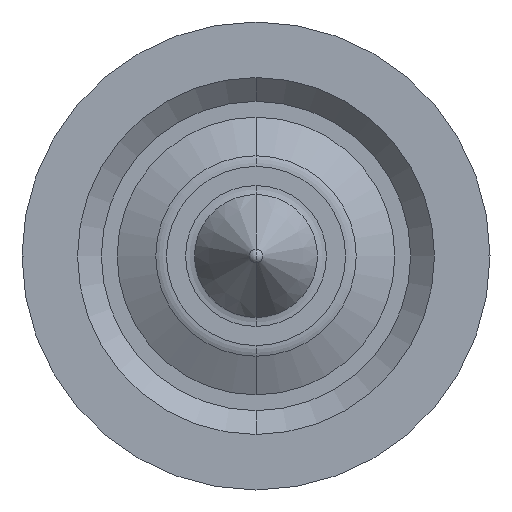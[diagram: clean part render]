
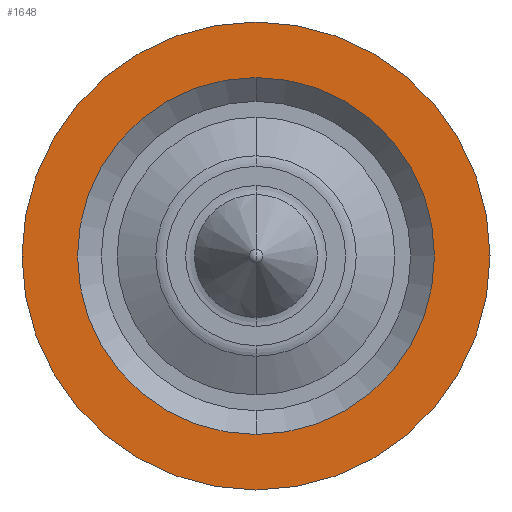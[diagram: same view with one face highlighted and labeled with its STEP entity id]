
A CAD part, front view. The second image highlights one B-rep face of the part: STEP entity #1648.
In plain terms, the highlighted planar face has unit normal (0, -1, 0).
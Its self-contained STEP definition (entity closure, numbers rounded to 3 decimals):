
#32 = ORIENTED_EDGE ( 'NONE', *, *, #2236, .F. ) ;
#168 = ORIENTED_EDGE ( 'NONE', *, *, #250, .T. ) ;
#250 = EDGE_CURVE ( 'NONE', #1395, #2311, #2469, .T. ) ;
#307 = CARTESIAN_POINT ( 'NONE',  ( 0., 0., 0. ) ) ;
#505 = FACE_BOUND ( 'NONE', #1972, .T. ) ;
#528 = DIRECTION ( 'NONE',  ( 0., 0., -1. ) ) ;
#569 = EDGE_LOOP ( 'NONE', ( #2217, #168 ) ) ;
#592 = CARTESIAN_POINT ( 'NONE',  ( -29.5, 0., 0. ) ) ;
#753 = AXIS2_PLACEMENT_3D ( 'NONE', #1009, #2528, #771 ) ;
#771 = DIRECTION ( 'NONE',  ( 0., 0., -1. ) ) ;
#883 = EDGE_CURVE ( 'NONE', #2311, #1395, #943, .T. ) ;
#890 = PLANE ( 'NONE',  #1840 ) ;
#943 = CIRCLE ( 'NONE', #2171, 29.5 ) ;
#1009 = CARTESIAN_POINT ( 'NONE',  ( 0., 0., 0. ) ) ;
#1129 = ORIENTED_EDGE ( 'NONE', *, *, #2184, .F. ) ;
#1370 = VERTEX_POINT ( 'NONE', #1563 ) ;
#1395 = VERTEX_POINT ( 'NONE', #2329 ) ;
#1538 = AXIS2_PLACEMENT_3D ( 'NONE', #2358, #2150, #1944 ) ;
#1563 = CARTESIAN_POINT ( 'NONE',  ( 0., 0., -22.5 ) ) ;
#1579 = FACE_OUTER_BOUND ( 'NONE', #569, .T. ) ;
#1641 = CARTESIAN_POINT ( 'NONE',  ( 30., 0., 0. ) ) ;
#1648 = ADVANCED_FACE ( 'NONE', ( #505, #1579 ), #890, .T. ) ;
#1720 = AXIS2_PLACEMENT_3D ( 'NONE', #2215, #2067, #2049 ) ;
#1723 = DIRECTION ( 'NONE',  ( 0., -1., 0. ) ) ;
#1834 = DIRECTION ( 'NONE',  ( 0., 0., -1. ) ) ;
#1840 = AXIS2_PLACEMENT_3D ( 'NONE', #1641, #1855, #1834 ) ;
#1855 = DIRECTION ( 'NONE',  ( 0., -1., 0. ) ) ;
#1944 = DIRECTION ( 'NONE',  ( 0., 0., -1. ) ) ;
#1972 = EDGE_LOOP ( 'NONE', ( #32, #1129 ) ) ;
#2016 = CIRCLE ( 'NONE', #1538, 22.5 ) ;
#2049 = DIRECTION ( 'NONE',  ( 0., 0., -1. ) ) ;
#2067 = DIRECTION ( 'NONE',  ( 0., -1., 0. ) ) ;
#2073 = CARTESIAN_POINT ( 'NONE',  ( 0., 0., 22.5 ) ) ;
#2139 = CIRCLE ( 'NONE', #753, 22.5 ) ;
#2150 = DIRECTION ( 'NONE',  ( 0., -1., 0. ) ) ;
#2171 = AXIS2_PLACEMENT_3D ( 'NONE', #307, #1723, #528 ) ;
#2184 = EDGE_CURVE ( 'NONE', #2375, #1370, #2139, .T. ) ;
#2215 = CARTESIAN_POINT ( 'NONE',  ( 0., 0., 0. ) ) ;
#2217 = ORIENTED_EDGE ( 'NONE', *, *, #883, .T. ) ;
#2236 = EDGE_CURVE ( 'NONE', #1370, #2375, #2016, .T. ) ;
#2311 = VERTEX_POINT ( 'NONE', #592 ) ;
#2329 = CARTESIAN_POINT ( 'NONE',  ( 29.5, 0., 0. ) ) ;
#2358 = CARTESIAN_POINT ( 'NONE',  ( 0., 0., 0. ) ) ;
#2375 = VERTEX_POINT ( 'NONE', #2073 ) ;
#2469 = CIRCLE ( 'NONE', #1720, 29.5 ) ;
#2528 = DIRECTION ( 'NONE',  ( 0., -1., 0. ) ) ;
